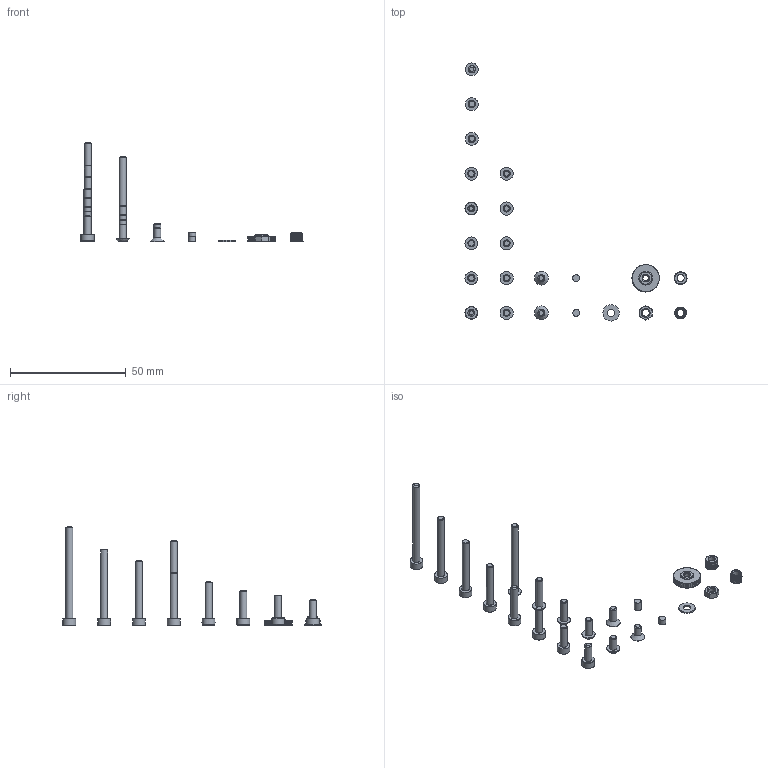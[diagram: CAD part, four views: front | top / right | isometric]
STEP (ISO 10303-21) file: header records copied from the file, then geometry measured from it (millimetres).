
FILE_DESCRIPTION(/* description */ (''),/* implementation_level */ '2;1');
FILE_NAME(/* name */ 'M3_v2.step',/* time_stamp */ '2023-05-23T22:35:02-06:00',/* author */ (''),/* organization */ (''),/* preprocessor_version */ 'ST-DEVELOPER v19.2',/* originating_system */ 'Autodesk Translation Framework v12.4.0.73',/* authorisation */ '');
FILE_SCHEMA (('AUTOMOTIVE_DESIGN { 1 0 10303 214 3 1 1 }'));
Length unit declared in the file: millimetre
Products named in the file (30): M3; M3 SHCS; M3x40 SHCS; M3x30 SHCS; M3x25 SHCS; M3x20 SHCS; M3x16 SHCS; M3x12 SHCS; M3x10 SHCS; M3x8 SHCS; M3 BHCS; M3x35 BHCS; M3x14 BHCS; M3x10 BHCS; M3x8 BHCS; M3x6 BHCS; M3 FHCS; M3x8 FHCS; M3x6 FHCS; M3 Grub Screws; M3x4 Grub Screw; M3x2.5 Grub Screw; M3 Washers; M3 Washer; M3 Nuts; M3 Thumb Nut; M3 Hex Nut; M3 Threaded Inserts; M3 Threaded Insert Short; M3 Threaded Insert
Assembly tree (29 placements, depth 3):
  M3
    M3 SHCS
      M3x40 SHCS
      M3x30 SHCS
      M3x25 SHCS
      M3x20 SHCS
      M3x16 SHCS
      M3x12 SHCS
      M3x10 SHCS
      M3x8 SHCS
    M3 BHCS
      M3x35 BHCS
      M3x14 BHCS
      M3x10 BHCS
      M3x8 BHCS
      M3x6 BHCS
    M3 FHCS
      M3x8 FHCS
      M3x6 FHCS
    M3 Grub Screws
      M3x4 Grub Screw
      M3x2.5 Grub Screw
    M3 Washers
      M3 Washer
    M3 Nuts
      M3 Thumb Nut
      M3 Hex Nut
    M3 Threaded Inserts
      M3 Threaded Insert Short
      M3 Threaded Insert
Bounding box: 95.75 x 111.25 x 43 mm (x, y, z)
Volume: 2861.2 mm3; surface area: 4562.8 mm2
Topology: 22 solids, 22 shells, 792 faces, 1952 edges, 1243 vertices
Faces by surface type: bspline 222, plane 216, cylinder 215, cone 130, sphere 5, torus 4
Full cylindrical faces by diameter (mm): 2.459 x1, 2.9 x1, 3 x19, 3.2 x1, 4.1 x1, 4.25 x2, 5.05 x1, 5.16 x1, 5.5 x8, 5.56 x1, 5.7 x5, 6 x3, 7 x1
Entity records: 32038 total; most frequent: CARTESIAN_POINT 13591, ORIENTED_EDGE 3894, DIRECTION 3570, EDGE_CURVE 1947, AXIS2_PLACEMENT_3D 1429, VERTEX_POINT 1243, EDGE_LOOP 846, FACE_OUTER_BOUND 792
